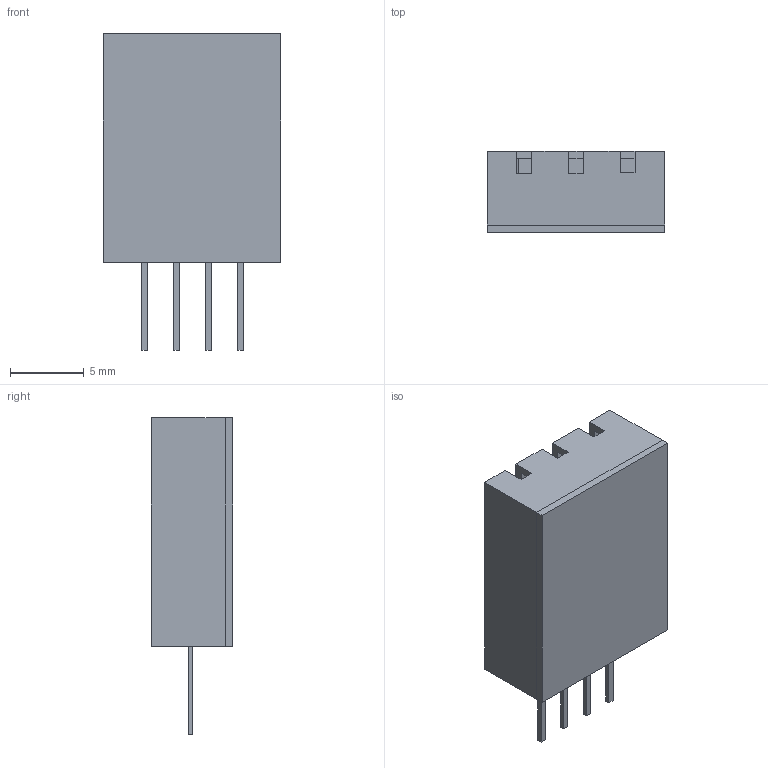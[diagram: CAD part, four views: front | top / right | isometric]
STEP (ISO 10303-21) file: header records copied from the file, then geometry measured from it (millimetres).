
FILE_DESCRIPTION(/* description */ (''),/* implementation_level */ '2;1');
FILE_NAME(/* name */ 'pcb board v2.step',/* time_stamp */ '2023-09-03T12:11:16+06:00',/* author */ (''),/* organization */ (''),/* preprocessor_version */ 'ST-DEVELOPER v20',/* originating_system */ 'Autodesk Translation Framework v12.9.0.99',/* authorisation */ '');
FILE_SCHEMA (('AUTOMOTIVE_DESIGN { 1 0 10303 214 3 1 1 }'));
Length unit declared in the file: millimetre
Products named in the file (7): pcb board; Component1; Humadity Sensor; Component3; 8 Bit Microcontroller; Component1 (1); Component1 (2)
Assembly tree (6 placements, depth 2):
  pcb board
    Component1
    Humadity Sensor
    Component3
    8 Bit Microcontroller
    Component1 (1)
    Component1 (2)
Bounding box: 12 x 5.5 x 21.45 mm (x, y, z)
Volume: 195.4 mm3; surface area: 2529.7 mm2
Topology: 11 solids, 11 shells, 393 faces, 1083 edges, 721 vertices
Faces by surface type: plane 377, cylinder 16
Full cylindrical faces by diameter (mm): 1 x8, 1.2 x4
Entity records: 12709 total; most frequent: CARTESIAN_POINT 2210, ORIENTED_EDGE 2166, DIRECTION 1930, EDGE_CURVE 1083, LINE 1048, VECTOR 1048, VERTEX_POINT 721, EDGE_LOOP 492
